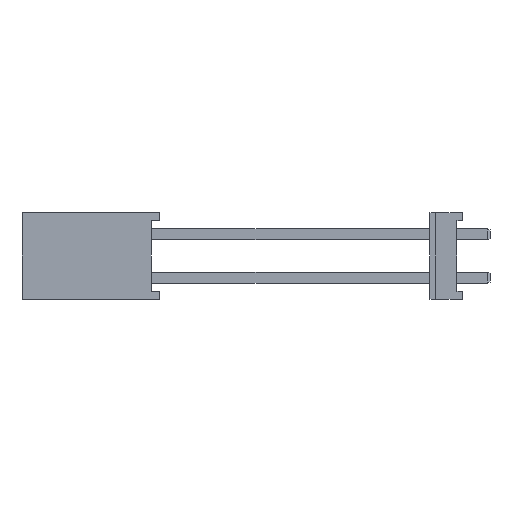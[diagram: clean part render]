
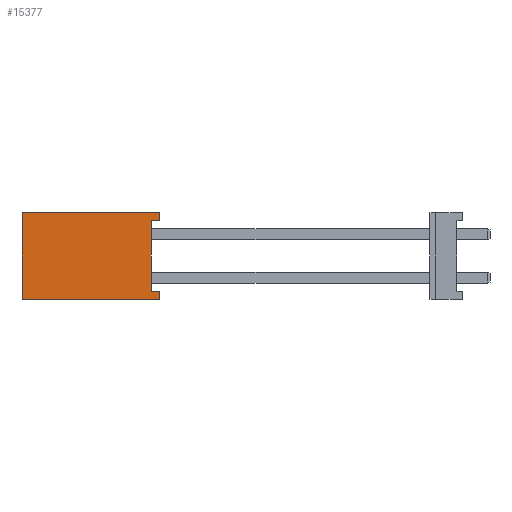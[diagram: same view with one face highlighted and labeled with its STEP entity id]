
A CAD part, left-side view. The second image highlights one B-rep face of the part: STEP entity #15377.
In plain terms, the highlighted planar face has unit normal (-1, 0, 0).
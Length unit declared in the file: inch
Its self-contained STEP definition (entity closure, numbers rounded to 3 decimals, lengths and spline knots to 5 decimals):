
#3633=ORIENTED_EDGE('',*,*,#6199,.T.);
#3634=ORIENTED_EDGE('',*,*,#6055,.T.);
#3635=ORIENTED_EDGE('',*,*,#6137,.F.);
#3636=ORIENTED_EDGE('',*,*,#6233,.F.);
#3637=ORIENTED_EDGE('',*,*,#6131,.T.);
#3638=ORIENTED_EDGE('',*,*,#6099,.T.);
#3639=ORIENTED_EDGE('',*,*,#6232,.T.);
#3640=ORIENTED_EDGE('',*,*,#6234,.T.);
#6055=EDGE_CURVE('',#7624,#7623,#9555,.T.);
#6099=EDGE_CURVE('',#7668,#7667,#9599,.T.);
#6131=EDGE_CURVE('',#7689,#7668,#9631,.T.);
#6137=EDGE_CURVE('',#7693,#7623,#9637,.T.);
#6199=EDGE_CURVE('',#7734,#7624,#9699,.T.);
#6232=EDGE_CURVE('',#7667,#7756,#9732,.T.);
#6233=EDGE_CURVE('',#7689,#7693,#9733,.T.);
#6234=EDGE_CURVE('',#7756,#7734,#9734,.T.);
#7623=VERTEX_POINT('',#23621);
#7624=VERTEX_POINT('',#23623);
#7667=VERTEX_POINT('',#23720);
#7668=VERTEX_POINT('',#23722);
#7689=VERTEX_POINT('',#23776);
#7693=VERTEX_POINT('',#23786);
#7734=VERTEX_POINT('',#23899);
#7756=VERTEX_POINT('',#23966);
#9555=LINE('',#23622,#11655);
#9599=LINE('',#23721,#11699);
#9631=LINE('',#23775,#11731);
#9637=LINE('',#23787,#11737);
#9699=LINE('',#23901,#11799);
#9732=LINE('',#23967,#11832);
#9733=LINE('',#23969,#11833);
#9734=LINE('',#23970,#11834);
#11655=VECTOR('',#19385,39.37008);
#11699=VECTOR('',#19451,39.37008);
#11731=VECTOR('',#19485,39.37008);
#11737=VECTOR('',#19493,39.37008);
#11799=VECTOR('',#19577,39.37008);
#11832=VECTOR('',#19632,39.37008);
#11833=VECTOR('',#19635,39.37008);
#11834=VECTOR('',#19636,39.37008);
#12859=EDGE_LOOP('',(#3633,#3634,#3635,#3636,#3637,#3638,#3639,#3640));
#13765=FACE_BOUND('',#12859,.T.);
#14571=PLANE('',#16262);
#15377=ADVANCED_FACE('',(#13765),#14571,.F.);
#16262=AXIS2_PLACEMENT_3D('',#23968,#19633,#19634);
#19385=DIRECTION('',(0.,0.,1.));
#19451=DIRECTION('',(0.,0.,1.));
#19485=DIRECTION('',(0.,-1.,0.));
#19493=DIRECTION('',(0.,-1.,0.));
#19577=DIRECTION('',(0.,-1.,0.));
#19632=DIRECTION('',(0.,1.,0.));
#19633=DIRECTION('',(1.,0.,0.));
#19634=DIRECTION('',(0.,0.,-1.));
#19635=DIRECTION('',(0.,0.,1.));
#19636=DIRECTION('',(0.,0.,1.));
#23621=CARTESIAN_POINT('',(0.,0.,0.07875));
#23622=CARTESIAN_POINT('',(0.,0.,-0.07875));
#23623=CARTESIAN_POINT('',(0.,0.,0.06375));
#23720=CARTESIAN_POINT('',(0.,0.,-0.06375));
#23721=CARTESIAN_POINT('',(0.,0.,-0.07875));
#23722=CARTESIAN_POINT('',(0.,0.,-0.07875));
#23775=CARTESIAN_POINT('',(0.,0.25,-0.07875));
#23776=CARTESIAN_POINT('',(0.,0.25,-0.07875));
#23786=CARTESIAN_POINT('',(0.,0.25,0.07875));
#23787=CARTESIAN_POINT('',(0.,0.25,0.07875));
#23899=CARTESIAN_POINT('',(0.,0.015,0.06375));
#23901=CARTESIAN_POINT('',(0.,0.015,0.06375));
#23966=CARTESIAN_POINT('',(0.,0.015,-0.06375));
#23967=CARTESIAN_POINT('',(0.,0.,-0.06375));
#23968=CARTESIAN_POINT('',(0.,0.25,-0.07875));
#23969=CARTESIAN_POINT('',(0.,0.25,-0.07875));
#23970=CARTESIAN_POINT('',(0.,0.015,-0.06375));
